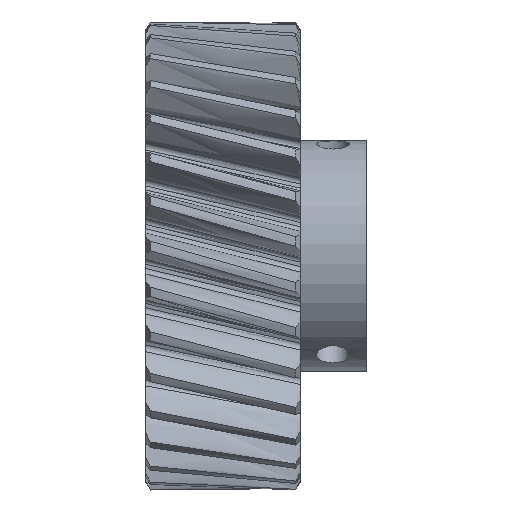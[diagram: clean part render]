
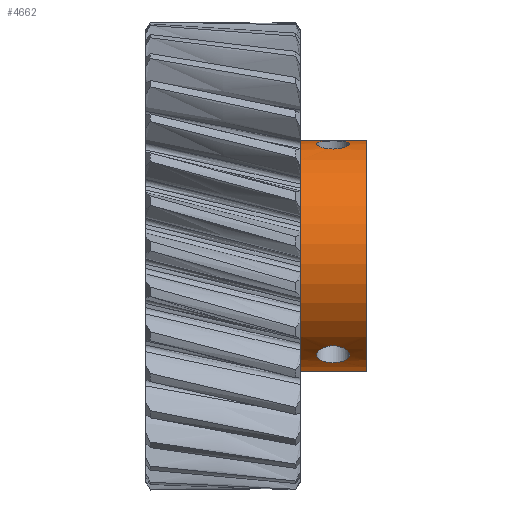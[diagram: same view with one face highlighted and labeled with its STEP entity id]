
A CAD part, top view. The second image highlights one B-rep face of the part: STEP entity #4662.
In plain terms, the highlighted cylindrical face has radius 10.5 mm (diameter 21 mm), a full revolution.
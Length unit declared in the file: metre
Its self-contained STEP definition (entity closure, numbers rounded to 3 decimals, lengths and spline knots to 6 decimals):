
#458=B_SPLINE_CURVE_WITH_KNOTS('',3,(#6221,#6222,#6223,#6224,#6225,#6226,
#6227,#6228,#6229,#6230,#6231),.UNSPECIFIED.,.T.,.F.,(1,1,1,1,1,1,1,1,1,
1,1,1,1,1,1),(-0.003521,-0.002348,-0.001174,
0.,0.001174,0.002348,0.003521,0.004695,
0.005869,0.007043,0.008216,0.00939,
0.010564,0.011738,0.012912),.UNSPECIFIED.);
#459=B_SPLINE_CURVE_WITH_KNOTS('',3,(#6263,#6264,#6265,#6266,#6267,#6268,
#6269,#6270,#6271,#6272,#6273),.UNSPECIFIED.,.T.,.F.,(1,1,1,1,1,1,1,1,1,
1,1,1,1,1,1),(-0.003521,-0.002348,-0.001174,
0.,0.001174,0.002348,0.003521,0.004695,
0.005869,0.007043,0.008216,0.00939,
0.010564,0.011738,0.012912),.UNSPECIFIED.);
#807=ORIENTED_EDGE('',*,*,#2405,.T.);
#808=ORIENTED_EDGE('',*,*,#2406,.F.);
#809=ORIENTED_EDGE('',*,*,#2392,.F.);
#810=ORIENTED_EDGE('',*,*,#2407,.F.);
#2392=EDGE_CURVE('',#3196,#3196,#458,.F.);
#2405=EDGE_CURVE('',#3205,#3205,#3735,.T.);
#2406=EDGE_CURVE('',#3206,#3206,#3736,.T.);
#2407=EDGE_CURVE('',#3207,#3207,#459,.F.);
#3196=VERTEX_POINT('',#6232);
#3205=VERTEX_POINT('',#6260);
#3206=VERTEX_POINT('',#6262);
#3207=VERTEX_POINT('',#6274);
#3735=CIRCLE('',#4953,0.0105);
#3736=CIRCLE('',#4954,0.0105);
#4008=EDGE_LOOP('',(#807));
#4009=EDGE_LOOP('',(#808));
#4010=EDGE_LOOP('',(#809));
#4011=EDGE_LOOP('',(#810));
#4302=FACE_BOUND('',#4008,.T.);
#4303=FACE_BOUND('',#4009,.T.);
#4304=FACE_BOUND('',#4010,.T.);
#4305=FACE_BOUND('',#4011,.T.);
#4587=CYLINDRICAL_SURFACE('',#4952,0.0105);
#4662=ADVANCED_FACE('',(#4302,#4303,#4304,#4305),#4587,.T.);
#4952=AXIS2_PLACEMENT_3D('',#6258,#5386,#5387);
#4953=AXIS2_PLACEMENT_3D('',#6259,#5388,#5389);
#4954=AXIS2_PLACEMENT_3D('',#6261,#5390,#5391);
#5386=DIRECTION('',(-1.,0.,0.));
#5387=DIRECTION('',(0.,0.246,-0.969));
#5388=DIRECTION('',(1.,0.,0.));
#5389=DIRECTION('',(0.,-0.246,0.969));
#5390=DIRECTION('',(1.,0.,0.));
#5391=DIRECTION('',(0.,-0.246,0.969));
#6221=CARTESIAN_POINT('',(-0.099923,0.047837,0.012625));
#6222=CARTESIAN_POINT('',(-0.1011,0.047638,0.013078));
#6223=CARTESIAN_POINT('',(-0.102276,0.047837,0.012625));
#6224=CARTESIAN_POINT('',(-0.102762,0.048203,0.011508));
#6225=CARTESIAN_POINT('',(-0.102276,0.048415,0.010347));
#6226=CARTESIAN_POINT('',(-0.1011,0.048456,0.009856));
#6227=CARTESIAN_POINT('',(-0.099926,0.048415,0.010346));
#6228=CARTESIAN_POINT('',(-0.099438,0.048204,0.011505));
#6229=CARTESIAN_POINT('',(-0.099923,0.047837,0.012625));
#6230=CARTESIAN_POINT('',(-0.1011,0.047638,0.013078));
#6231=CARTESIAN_POINT('',(-0.102276,0.047837,0.012625));
#6232=CARTESIAN_POINT('',(-0.1011,0.047705,0.012927));
#6258=CARTESIAN_POINT('',(-0.0981,0.038,0.008918));
#6259=CARTESIAN_POINT('',(-0.1041,0.038,0.008918));
#6260=CARTESIAN_POINT('',(-0.1041,0.035418,0.019096));
#6261=CARTESIAN_POINT('',(-0.0981,0.038,0.008918));
#6262=CARTESIAN_POINT('',(-0.0981,0.035418,0.019096));
#6263=CARTESIAN_POINT('',(-0.099923,0.028423,0.013253));
#6264=CARTESIAN_POINT('',(-0.1011,0.028243,0.012792));
#6265=CARTESIAN_POINT('',(-0.102276,0.028423,0.013253));
#6266=CARTESIAN_POINT('',(-0.102762,0.028954,0.014302));
#6267=CARTESIAN_POINT('',(-0.102276,0.029625,0.015272));
#6268=CARTESIAN_POINT('',(-0.1011,0.029944,0.015649));
#6269=CARTESIAN_POINT('',(-0.099926,0.029626,0.015273));
#6270=CARTESIAN_POINT('',(-0.099438,0.028956,0.014304));
#6271=CARTESIAN_POINT('',(-0.099923,0.028423,0.013253));
#6272=CARTESIAN_POINT('',(-0.1011,0.028243,0.012792));
#6273=CARTESIAN_POINT('',(-0.102276,0.028423,0.013253));
#6274=CARTESIAN_POINT('',(-0.1011,0.028303,0.012946));
